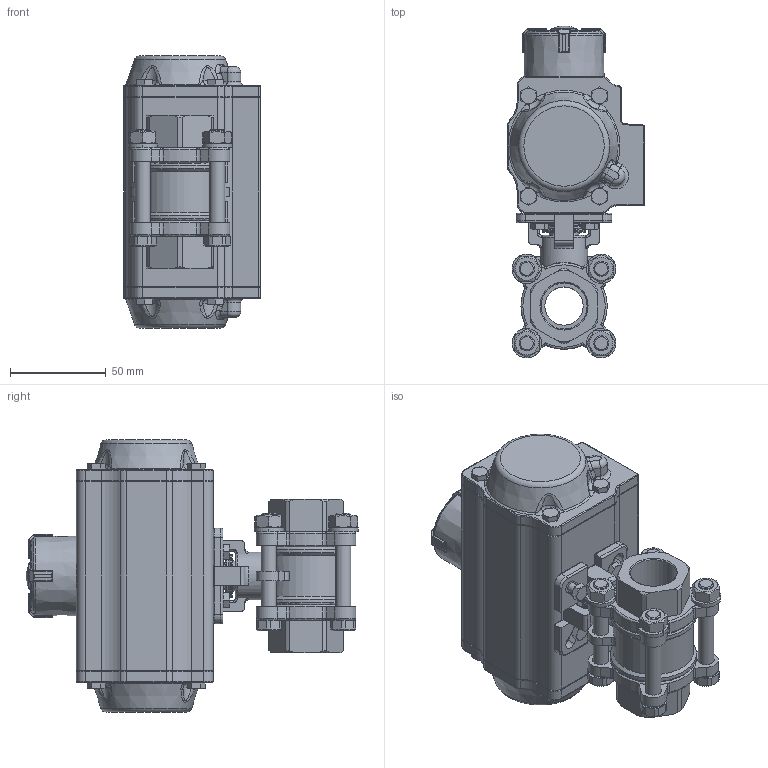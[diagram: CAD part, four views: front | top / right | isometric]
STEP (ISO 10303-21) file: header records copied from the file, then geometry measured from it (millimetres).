
FILE_DESCRIPTION(/* description */ ('Unknown'),/* implementation_level */ '2;1');
FILE_NAME(/* name */ 'FR01 9323-05',/* time_stamp */ '2022-10-25T08:43:27+02:00',/* author */ ('Unknown'),/* organization */ ('Unknown'),/* preprocessor_version */ 'ST-DEVELOPER v16.7',/* originating_system */ 'Solid Edge',/* authorisation */ 'Unknown');
FILE_SCHEMA (('AUTOMOTIVE_DESIGN {1 0 10303 214 3 1 1}'));
Products named in the file (9): FR15-8.112.020; DIN 933 M5x14 A2-70 BLK_EDST; DW02_FR01_(DW20_FR15); KP-50; cup head square neck bolts grade b gb_GB_FASTENER_BOLT_CHSNBSHB M6X25
-N; ________(___________; _____________; ______; 8.112.020
Assembly tree (13 placements, depth 3):
  FR15-8.112.020
    DIN 933 M5x14 A2-70 BLK_EDST  x4
    DW02_FR01_(DW20_FR15)
      KP-50
      cup head square neck bolts grade b gb_GB_FASTENER_BOLT_CHSNBSHB M6X25
-N
      ________(___________  x2
      _____________  x2
      ______
    8.112.020
Bounding box: 71.5 x 173.45 x 142.2 mm (x, y, z)
Volume: 696200.8 mm3; surface area: 103243.3 mm2
Topology: 12 solids, 12 shells, 1820 faces, 4504 edges, 2728 vertices
Faces by surface type: plane 653, cylinder 543, bspline 262, cone 190, torus 162, sphere 10
Full cylindrical faces by diameter (mm): 2.1 x2, 3 x16, 3.3 x8, 4.2 x12, 5 x9, 6 x1, 6.2 x1, 8 x12, 8.5 x10, 8.8 x2, 11.7 x1, 13.9 x1, 14.2 x1, 15.7 x1, 15.9 x1, 18 x1, 20 x2, 22.4 x2, 23.5 x1, 24.117 x2, 25 x1, 27 x1, 38.5 x1, 45 x2
Entity records: 73486 total; most frequent: CARTESIAN_POINT 31865, ORIENTED_EDGE 7542, DIRECTION 7007, EDGE_CURVE 3771, AXIS2_PLACEMENT_3D 2661, VERTEX_POINT 2407, FACE_BOUND 1900, EDGE_LOOP 1882
